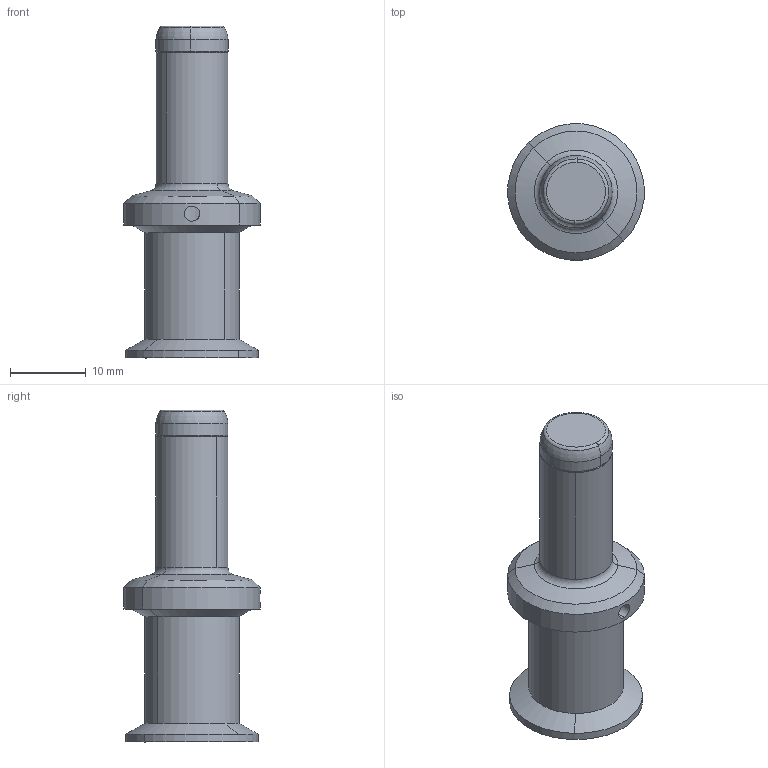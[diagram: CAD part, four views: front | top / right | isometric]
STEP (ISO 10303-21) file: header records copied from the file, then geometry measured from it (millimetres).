
FILE_DESCRIPTION(('Creo Elements/Direct Modeling STEP Export'),'2;1');
FILE_NAME('0ln7uvk5p889l9e5692','2023-02-16T16:38:42',(''),(''),'Creo Elements/Direct Modeling STEP processor for AP214 (Solid Model)','Creo Elements/Direct Modeling 20.1B 02-Apr-2019 (C) Parametric Technology GmbH','');
FILE_SCHEMA(('AUTOMOTIVE_DESIGN { 1 0 10303 214 1 1 1 1 }'));
Length unit declared in the file: millimetre
Products named in the file (2): C30MA 35 P
Assembly tree (1 placements, depth 2):
  C30MA 35 P
    C30MA 35 P
Bounding box: 17.96 x 17.98 x 43.7 mm (x, y, z)
Volume: 3791.1 mm3; surface area: 2871.5 mm2
Topology: 1 solids, 2 shells, 67 faces, 160 edges, 94 vertices
Faces by surface type: cone 24, cylinder 21, torus 16, plane 6
Entity records: 3484 total; most frequent: CARTESIAN_POINT 1462, ORIENTED_EDGE 312, DIRECTION 296, EDGE_CURVE 156, AXIS2_PLACEMENT_3D 125, VERTEX_POINT 94, EDGE_LOOP 72, COLOUR_RGB 68
